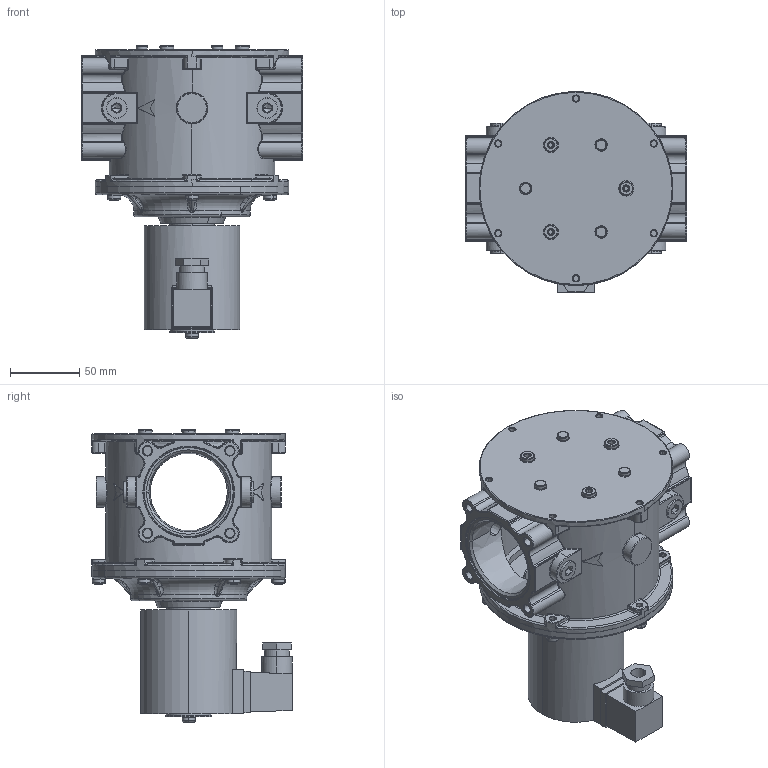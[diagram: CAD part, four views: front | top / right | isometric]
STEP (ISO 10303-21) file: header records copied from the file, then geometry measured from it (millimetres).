
FILE_DESCRIPTION((''),'2;1');
FILE_NAME('EVPC07_ASM','2017-01-30T',('simoneb'),(''),'PRO/ENGINEER BY PARAMETRIC TECHNOLOGY CORPORATION, 2015030','PRO/ENGINEER BY PARAMETRIC TECHNOLOGY CORPORATION, 2015030','');
FILE_SCHEMA(('CONFIG_CONTROL_DESIGN'));
Products named in the file (9): CO-1155NU; CP-0500; GUAINADN50; TP-100; VITI1; CLEONIDEBODYDN25; DI-0011; CONNECTOR; EVPC07_ASM
Assembly tree (17 placements, depth 2):
  EVPC07_ASM
    CO-1155NU
    CP-0500
    GUAINADN50
    TP-100  x4
    VITI1  x7
    CLEONIDEBODYDN25
    DI-0011
    CONNECTOR
Bounding box: 160 x 144.8 x 211.82 mm (x, y, z)
Volume: 786785.3 mm3; surface area: 233851.5 mm2
Topology: 17 solids, 23 shells, 1769 faces, 4046 edges, 2369 vertices
Faces by surface type: cylinder 569, plane 369, bspline 288, torus 284, cone 194, sphere 65
Entity records: 51863 total; most frequent: CARTESIAN_POINT 24041, ORIENTED_EDGE 5844, DIRECTION 5798, EDGE_CURVE 2934, AXIS2_PLACEMENT_3D 2484, VERTEX_POINT 1712, CIRCLE 1434, EDGE_LOOP 1374
